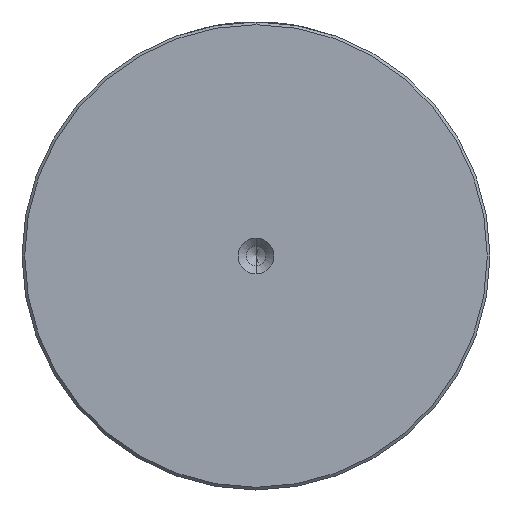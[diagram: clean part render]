
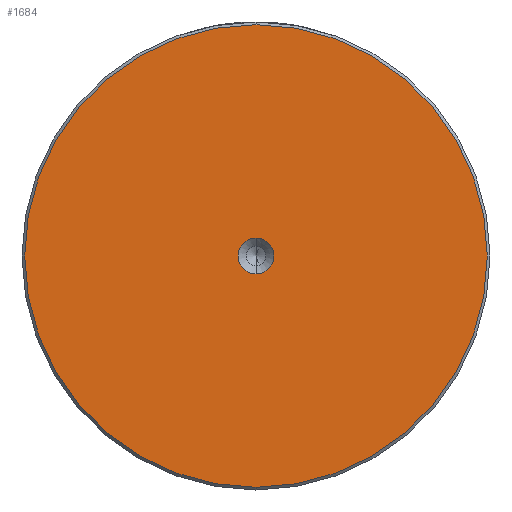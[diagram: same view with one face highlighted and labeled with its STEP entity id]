
A CAD part, left-side view. The second image highlights one B-rep face of the part: STEP entity #1684.
In plain terms, the highlighted planar face has unit normal (-1, 0, 0).
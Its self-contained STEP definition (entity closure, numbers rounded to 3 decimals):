
#2 = AXIS2_PLACEMENT_3D ( 'NONE', #981, #2578, #1214 ) ;
#230 = DIRECTION ( 'NONE',  ( 0., 0., 1. ) ) ;
#237 = VERTEX_POINT ( 'NONE', #1565 ) ;
#311 = DIRECTION ( 'NONE',  ( -1., 0., 0. ) ) ;
#396 = ORIENTED_EDGE ( 'NONE', *, *, #2680, .F. ) ;
#399 = ORIENTED_EDGE ( 'NONE', *, *, #705, .F. ) ;
#401 = VERTEX_POINT ( 'NONE', #2448 ) ;
#488 = DIRECTION ( 'NONE',  ( -1., 0., 0. ) ) ;
#705 = EDGE_CURVE ( 'NONE', #401, #1083, #1095, .T. ) ;
#819 = AXIS2_PLACEMENT_3D ( 'NONE', #1835, #488, #2056 ) ;
#936 = CIRCLE ( 'NONE', #1287, 42.5 ) ;
#981 = CARTESIAN_POINT ( 'NONE',  ( 0., 0., 0. ) ) ;
#1083 = VERTEX_POINT ( 'NONE', #2783 ) ;
#1095 = CIRCLE ( 'NONE', #1159, 3.3 ) ;
#1159 = AXIS2_PLACEMENT_3D ( 'NONE', #1687, #311, #1899 ) ;
#1214 = DIRECTION ( 'NONE',  ( 0., 0., 1. ) ) ;
#1287 = AXIS2_PLACEMENT_3D ( 'NONE', #2928, #1584, #230 ) ;
#1348 = EDGE_CURVE ( 'NONE', #237, #1591, #936, .T. ) ;
#1377 = DIRECTION ( 'NONE',  ( 0., 0., 1. ) ) ;
#1410 = ORIENTED_EDGE ( 'NONE', *, *, #1348, .T. ) ;
#1488 = EDGE_CURVE ( 'NONE', #1591, #237, #2330, .T. ) ;
#1565 = CARTESIAN_POINT ( 'NONE',  ( 0., 0., 42.5 ) ) ;
#1584 = DIRECTION ( 'NONE',  ( -1., 0., 0. ) ) ;
#1591 = VERTEX_POINT ( 'NONE', #2824 ) ;
#1684 = ADVANCED_FACE ( 'NONE', ( #2122, #2709 ), #2507, .T. ) ;
#1687 = CARTESIAN_POINT ( 'NONE',  ( 0., 0., 0. ) ) ;
#1826 = CARTESIAN_POINT ( 'NONE',  ( 0., 0., 0. ) ) ;
#1835 = CARTESIAN_POINT ( 'NONE',  ( 0., 0., 0. ) ) ;
#1899 = DIRECTION ( 'NONE',  ( 0., 0., 1. ) ) ;
#2056 = DIRECTION ( 'NONE',  ( 0., 0., 1. ) ) ;
#2122 = FACE_OUTER_BOUND ( 'NONE', #2628, .T. ) ;
#2330 = CIRCLE ( 'NONE', #2, 42.5 ) ;
#2427 = AXIS2_PLACEMENT_3D ( 'NONE', #1826, #2731, #1377 ) ;
#2448 = CARTESIAN_POINT ( 'NONE',  ( 0., 0., -3.3 ) ) ;
#2507 = PLANE ( 'NONE',  #2427 ) ;
#2578 = DIRECTION ( 'NONE',  ( -1., 0., 0. ) ) ;
#2628 = EDGE_LOOP ( 'NONE', ( #2701, #1410 ) ) ;
#2652 = EDGE_LOOP ( 'NONE', ( #396, #399 ) ) ;
#2680 = EDGE_CURVE ( 'NONE', #1083, #401, #2692, .T. ) ;
#2692 = CIRCLE ( 'NONE', #819, 3.3 ) ;
#2701 = ORIENTED_EDGE ( 'NONE', *, *, #1488, .T. ) ;
#2709 = FACE_BOUND ( 'NONE', #2652, .T. ) ;
#2731 = DIRECTION ( 'NONE',  ( -1., 0., 0. ) ) ;
#2783 = CARTESIAN_POINT ( 'NONE',  ( 0., 0., 3.3 ) ) ;
#2824 = CARTESIAN_POINT ( 'NONE',  ( 0., 0., -42.5 ) ) ;
#2928 = CARTESIAN_POINT ( 'NONE',  ( 0., 0., 0. ) ) ;
